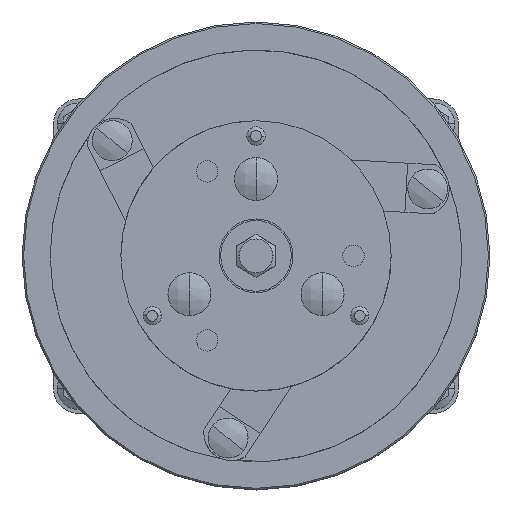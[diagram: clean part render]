
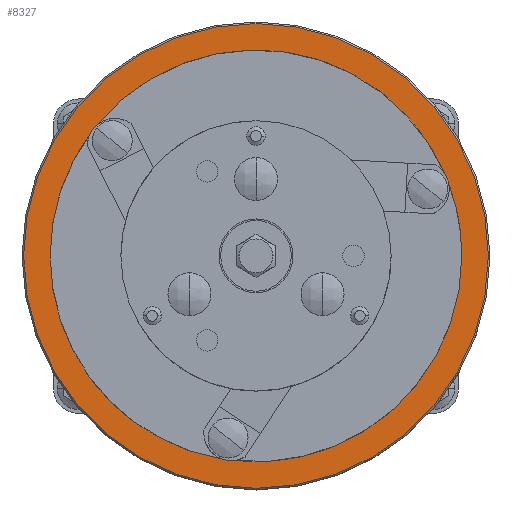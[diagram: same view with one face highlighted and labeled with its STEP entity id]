
A CAD part, top view. The second image highlights one B-rep face of the part: STEP entity #8327.
In plain terms, the highlighted planar face has unit normal (0, 0, 1).
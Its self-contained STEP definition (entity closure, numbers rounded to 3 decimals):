
#662 = VERTEX_POINT ( 'NONE', #1226 ) ;
#970 = AXIS2_PLACEMENT_3D ( 'NONE', #8721, #19895, #10324 ) ;
#1226 = CARTESIAN_POINT ( 'NONE',  ( -75.65, 0., 33.297 ) ) ;
#1230 = CARTESIAN_POINT ( 'NONE',  ( 0., 0., 33.297 ) ) ;
#1571 = CIRCLE ( 'NONE', #9976, 67. ) ;
#1942 = EDGE_CURVE ( 'NONE', #4781, #662, #6339, .T. ) ;
#2121 = EDGE_CURVE ( 'NONE', #662, #4781, #16628, .T. ) ;
#2376 = CARTESIAN_POINT ( 'NONE',  ( 0., 0., 33.297 ) ) ;
#2703 = DIRECTION ( 'NONE',  ( -1., 0., 0. ) ) ;
#2826 = DIRECTION ( 'NONE',  ( -1., 0., 0. ) ) ;
#2889 = AXIS2_PLACEMENT_3D ( 'NONE', #15449, #12296, #2703 ) ;
#3537 = EDGE_CURVE ( 'NONE', #11635, #8605, #1571, .T. ) ;
#3959 = DIRECTION ( 'NONE',  ( 1., 0., 0. ) ) ;
#4583 = EDGE_CURVE ( 'NONE', #8605, #11635, #13765, .T. ) ;
#4731 = ORIENTED_EDGE ( 'NONE', *, *, #3537, .F. ) ;
#4781 = VERTEX_POINT ( 'NONE', #12526 ) ;
#4810 = FACE_BOUND ( 'NONE', #15873, .T. ) ;
#5673 = CARTESIAN_POINT ( 'NONE',  ( 67., 0., 33.297 ) ) ;
#6148 = AXIS2_PLACEMENT_3D ( 'NONE', #18884, #9318, #20488 ) ;
#6339 = CIRCLE ( 'NONE', #970, 75.65 ) ;
#6615 = ORIENTED_EDGE ( 'NONE', *, *, #1942, .T. ) ;
#8327 = ADVANCED_FACE ( 'NONE', ( #12860, #4810 ), #18656, .F. ) ;
#8575 = EDGE_LOOP ( 'NONE', ( #9799, #6615 ) ) ;
#8605 = VERTEX_POINT ( 'NONE', #15921 ) ;
#8721 = CARTESIAN_POINT ( 'NONE',  ( 0., 0., 33.297 ) ) ;
#9318 = DIRECTION ( 'NONE',  ( 0., 0., 1. ) ) ;
#9799 = ORIENTED_EDGE ( 'NONE', *, *, #2121, .T. ) ;
#9976 = AXIS2_PLACEMENT_3D ( 'NONE', #2376, #13565, #3959 ) ;
#10324 = DIRECTION ( 'NONE',  ( -1., 0., 0. ) ) ;
#11635 = VERTEX_POINT ( 'NONE', #5673 ) ;
#12296 = DIRECTION ( 'NONE',  ( 0., 0., -1. ) ) ;
#12423 = DIRECTION ( 'NONE',  ( 0., 0., 1. ) ) ;
#12526 = CARTESIAN_POINT ( 'NONE',  ( 75.65, 0., 33.297 ) ) ;
#12860 = FACE_OUTER_BOUND ( 'NONE', #8575, .T. ) ;
#13565 = DIRECTION ( 'NONE',  ( 0., 0., 1. ) ) ;
#13765 = CIRCLE ( 'NONE', #6148, 67. ) ;
#14912 = AXIS2_PLACEMENT_3D ( 'NONE', #1230, #12423, #2826 ) ;
#15449 = CARTESIAN_POINT ( 'NONE',  ( 0., 76.15, 33.297 ) ) ;
#15840 = ORIENTED_EDGE ( 'NONE', *, *, #4583, .F. ) ;
#15873 = EDGE_LOOP ( 'NONE', ( #4731, #15840 ) ) ;
#15921 = CARTESIAN_POINT ( 'NONE',  ( -67., 0., 33.297 ) ) ;
#16628 = CIRCLE ( 'NONE', #14912, 75.65 ) ;
#18656 = PLANE ( 'NONE',  #2889 ) ;
#18884 = CARTESIAN_POINT ( 'NONE',  ( 0., 0., 33.297 ) ) ;
#19895 = DIRECTION ( 'NONE',  ( 0., 0., 1. ) ) ;
#20488 = DIRECTION ( 'NONE',  ( 1., 0., 0. ) ) ;
